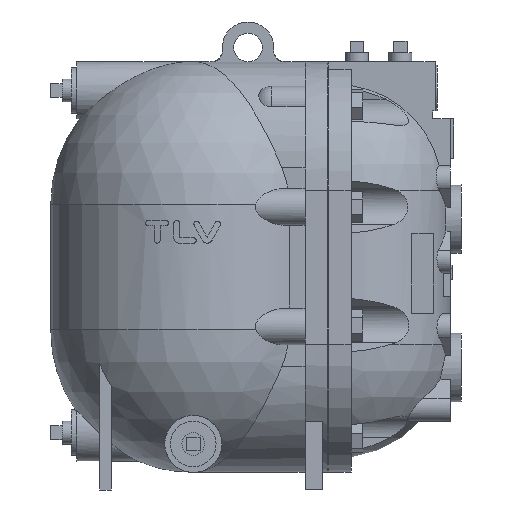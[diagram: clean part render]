
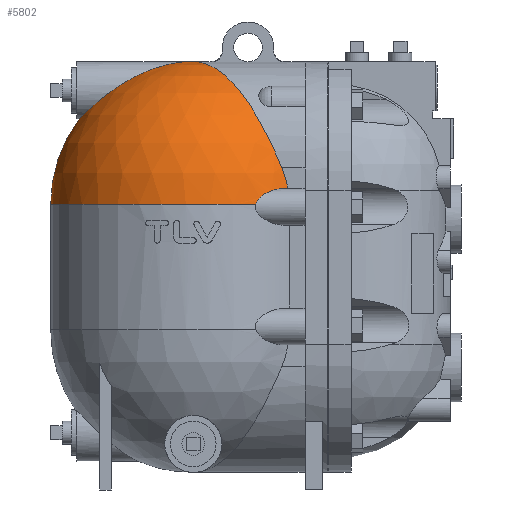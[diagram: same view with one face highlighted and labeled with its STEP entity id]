
A CAD part, front view. The second image highlights one B-rep face of the part: STEP entity #5802.
In plain terms, the highlighted spherical face has radius 125 mm.
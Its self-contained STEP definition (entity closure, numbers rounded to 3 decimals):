
#1755=FACE_OUTER_BOUND('',#2117,.T.);
#2117=EDGE_LOOP('',(#5414,#5415,#5416,#5417,#5418,#5419,#5420));
#2201=B_SPLINE_CURVE_WITH_KNOTS('',3,(#10670,#10671,#10672,#10673,#10674,
#10675,#10676,#10677,#10678,#10679,#10680,#10681,#10682,#10683,#10684,#10685,
#10686,#10687,#10688,#10689,#10690,#10691,#10692,#10693,#10694,#10695,#10696,
#10697,#10698,#10699,#10700,#10701,#10702,#10703,#10704,#10705,#10706,#10707,
#10708,#10709,#10710,#10711),.UNSPECIFIED.,.F.,.F.,(4,2,2,2,2,2,2,2,2,2,
2,2,2,2,2,2,2,2,2,2,4),(0.,0.048,0.097,0.193,
0.325,0.457,0.72,1.241,1.762,
2.804,3.914,5.025,6.136,7.246,
8.008,8.77,10.294,10.751,11.207,
11.664,12.121),.UNSPECIFIED.);
#2205=B_SPLINE_CURVE_WITH_KNOTS('',3,(#10802,#10803,#10804,#10805,#10806,
#10807,#10808,#10809,#10810,#10811,#10812,#10813,#10814,#10815,#10816,#10817,
#10818,#10819,#10820,#10821,#10822,#10823),.UNSPECIFIED.,.F.,.F.,(4,2,2,
2,2,2,2,2,2,2,4),(11.189,11.218,12.891,14.599,
16.306,18.013,19.72,21.513,23.306,
25.099,26.892),.UNSPECIFIED.);
#2208=B_SPLINE_CURVE_WITH_KNOTS('',3,(#10921,#10922,#10923,#10924,#10925,
#10926,#10927,#10928,#10929,#10930,#10931,#10932,#10933,#10934),
 .UNSPECIFIED.,.F.,.F.,(4,2,2,2,2,2,4),(6.074,6.348,
6.826,7.462,8.098,9.37,9.862),
 .UNSPECIFIED.);
#2210=CIRCLE('',#5835,125.);
#2213=CIRCLE('',#5838,125.);
#2413=CIRCLE('',#6366,125.);
#2414=CIRCLE('',#6368,84.076);
#2418=VERTEX_POINT('',#8012);
#2419=VERTEX_POINT('',#8013);
#2423=VERTEX_POINT('',#8055);
#2424=VERTEX_POINT('',#8057);
#2951=VERTEX_POINT('',#10801);
#2968=VERTEX_POINT('',#10918);
#2969=VERTEX_POINT('',#10920);
#2974=EDGE_CURVE('',#2418,#2419,#2210,.T.);
#2979=EDGE_CURVE('',#2424,#2423,#2213,.T.);
#3746=EDGE_CURVE('',#2419,#2424,#2201,.T.);
#3764=EDGE_CURVE('',#2951,#2418,#2205,.T.);
#3791=EDGE_CURVE('',#2969,#2968,#2208,.T.);
#3794=EDGE_CURVE('',#2969,#2423,#2413,.T.);
#3795=EDGE_CURVE('',#2968,#2951,#2414,.T.);
#5414=ORIENTED_EDGE('',*,*,#2974,.T.);
#5415=ORIENTED_EDGE('',*,*,#3746,.T.);
#5416=ORIENTED_EDGE('',*,*,#2979,.T.);
#5417=ORIENTED_EDGE('',*,*,#3794,.F.);
#5418=ORIENTED_EDGE('',*,*,#3791,.T.);
#5419=ORIENTED_EDGE('',*,*,#3795,.T.);
#5420=ORIENTED_EDGE('',*,*,#3764,.T.);
#5494=SPHERICAL_SURFACE('',#6367,125.);
#5802=ADVANCED_FACE('',(#1755),#5494,.T.);
#5835=AXIS2_PLACEMENT_3D('',#8014,#6387,#6388);
#5838=AXIS2_PLACEMENT_3D('',#8058,#6393,#6394);
#6366=AXIS2_PLACEMENT_3D('',#10955,#7964,#7965);
#6367=AXIS2_PLACEMENT_3D('',#10956,#7966,#7967);
#6368=AXIS2_PLACEMENT_3D('',#10957,#7968,#7969);
#6387=DIRECTION('center_axis',(0.,-1.,0.));
#6388=DIRECTION('ref_axis',(-1.,0.,0.));
#6393=DIRECTION('center_axis',(0.,-1.,0.));
#6394=DIRECTION('ref_axis',(-1.,0.,0.));
#7964=DIRECTION('center_axis',(0.,0.,-1.));
#7965=DIRECTION('ref_axis',(-1.,0.,0.));
#7966=DIRECTION('center_axis',(0.,0.,1.));
#7967=DIRECTION('ref_axis',(1.,0.,0.));
#7968=DIRECTION('center_axis',(0.,-1.,0.));
#7969=DIRECTION('ref_axis',(0.,0.,1.));
#8012=CARTESIAN_POINT('',(-118.,0.,247.5));
#8013=CARTESIAN_POINT('',(-123.462,0.,247.381));
#8014=CARTESIAN_POINT('Origin',(-118.,0.,122.5));
#8055=CARTESIAN_POINT('',(-243.,0.,122.5));
#8057=CARTESIAN_POINT('',(-218.089,0.,197.381));
#8058=CARTESIAN_POINT('Origin',(-118.,0.,122.5));
#10670=CARTESIAN_POINT('Ctrl Pts',(-123.462,0.,
247.381));
#10671=CARTESIAN_POINT('Ctrl Pts',(-123.462,-0.161,
247.381));
#10672=CARTESIAN_POINT('Ctrl Pts',(-123.491,-0.32,
247.379));
#10673=CARTESIAN_POINT('Ctrl Pts',(-123.597,-0.628,
247.373));
#10674=CARTESIAN_POINT('Ctrl Pts',(-123.673,-0.777,
247.369));
#10675=CARTESIAN_POINT('Ctrl Pts',(-123.945,-1.205,
247.353));
#10676=CARTESIAN_POINT('Ctrl Pts',(-124.186,-1.464,
247.339));
#10677=CARTESIAN_POINT('Ctrl Pts',(-124.737,-1.988,247.303));
#10678=CARTESIAN_POINT('Ctrl Pts',(-125.095,-2.272,
247.279));
#10679=CARTESIAN_POINT('Ctrl Pts',(-125.849,-2.823,
247.222));
#10680=CARTESIAN_POINT('Ctrl Pts',(-126.246,-3.089,
247.19));
#10681=CARTESIAN_POINT('Ctrl Pts',(-127.455,-3.864,
247.086));
#10682=CARTESIAN_POINT('Ctrl Pts',(-128.285,-4.349,
247.003));
#10683=CARTESIAN_POINT('Ctrl Pts',(-130.548,-5.634,
246.753));
#10684=CARTESIAN_POINT('Ctrl Pts',(-132.145,-6.482,246.542));
#10685=CARTESIAN_POINT('Ctrl Pts',(-135.424,-8.173,246.024));
#10686=CARTESIAN_POINT('Ctrl Pts',(-137.107,-9.013,
245.717));
#10687=CARTESIAN_POINT('Ctrl Pts',(-142.159,-11.471,
244.665));
#10688=CARTESIAN_POINT('Ctrl Pts',(-145.532,-13.024,
243.782));
#10689=CARTESIAN_POINT('Ctrl Pts',(-151.863,-15.788,
241.843));
#10690=CARTESIAN_POINT('Ctrl Pts',(-155.271,-17.187,240.636));
#10691=CARTESIAN_POINT('Ctrl Pts',(-162.18,-19.756,
237.819));
#10692=CARTESIAN_POINT('Ctrl Pts',(-165.681,-20.925,
236.209));
#10693=CARTESIAN_POINT('Ctrl Pts',(-172.606,-22.877,
232.663));
#10694=CARTESIAN_POINT('Ctrl Pts',(-176.032,-23.66,
230.726));
#10695=CARTESIAN_POINT('Ctrl Pts',(-182.659,-24.721,226.656));
#10696=CARTESIAN_POINT('Ctrl Pts',(-185.86,-25.,224.523));
#10697=CARTESIAN_POINT('Ctrl Pts',(-190.951,-25.,220.911));
#10698=CARTESIAN_POINT('Ctrl Pts',(-193.084,-24.869,
219.33));
#10699=CARTESIAN_POINT('Ctrl Pts',(-197.315,-24.245,
216.06));
#10700=CARTESIAN_POINT('Ctrl Pts',(-199.413,-23.752,
214.371));
#10701=CARTESIAN_POINT('Ctrl Pts',(-205.442,-21.635,209.335));
#10702=CARTESIAN_POINT('Ctrl Pts',(-209.108,-19.36,
206.018));
#10703=CARTESIAN_POINT('Ctrl Pts',(-212.847,-15.21,
202.5));
#10704=CARTESIAN_POINT('Ctrl Pts',(-213.683,-14.12,
201.702));
#10705=CARTESIAN_POINT('Ctrl Pts',(-215.188,-11.711,
200.248));
#10706=CARTESIAN_POINT('Ctrl Pts',(-215.859,-10.391,
199.593));
#10707=CARTESIAN_POINT('Ctrl Pts',(-216.954,-7.589,
198.513));
#10708=CARTESIAN_POINT('Ctrl Pts',(-217.381,-6.105,198.088));
#10709=CARTESIAN_POINT('Ctrl Pts',(-217.949,-3.071,
197.522));
#10710=CARTESIAN_POINT('Ctrl Pts',(-218.089,-1.522,
197.381));
#10711=CARTESIAN_POINT('Ctrl Pts',(-218.089,0.,
197.381));
#10801=CARTESIAN_POINT('',(-40.46,-92.5,155.));
#10802=CARTESIAN_POINT('Ctrl Pts',(-40.46,-92.5,
155.));
#10803=CARTESIAN_POINT('Ctrl Pts',(-40.5,-92.5,
155.097));
#10804=CARTESIAN_POINT('Ctrl Pts',(-40.541,-92.5,155.193));
#10805=CARTESIAN_POINT('Ctrl Pts',(-42.861,-92.483,
160.721));
#10806=CARTESIAN_POINT('Ctrl Pts',(-45.191,-91.981,
166.026));
#10807=CARTESIAN_POINT('Ctrl Pts',(-49.849,-90.203,
176.13));
#10808=CARTESIAN_POINT('Ctrl Pts',(-52.363,-88.84,
181.326));
#10809=CARTESIAN_POINT('Ctrl Pts',(-57.616,-85.162,
191.51));
#10810=CARTESIAN_POINT('Ctrl Pts',(-60.355,-82.848,
196.498));
#10811=CARTESIAN_POINT('Ctrl Pts',(-65.947,-77.404,
205.936));
#10812=CARTESIAN_POINT('Ctrl Pts',(-68.804,-74.272,
210.39));
#10813=CARTESIAN_POINT('Ctrl Pts',(-74.508,-67.447,
218.524));
#10814=CARTESIAN_POINT('Ctrl Pts',(-77.356,-63.755,
222.203));
#10815=CARTESIAN_POINT('Ctrl Pts',(-83.027,-55.992,
228.813));
#10816=CARTESIAN_POINT('Ctrl Pts',(-86.084,-51.579,
231.981));
#10817=CARTESIAN_POINT('Ctrl Pts',(-92.365,-42.11,237.542));
#10818=CARTESIAN_POINT('Ctrl Pts',(-95.591,-37.054,
239.936));
#10819=CARTESIAN_POINT('Ctrl Pts',(-102.078,-26.617,
243.762));
#10820=CARTESIAN_POINT('Ctrl Pts',(-105.344,-21.231,
245.195));
#10821=CARTESIAN_POINT('Ctrl Pts',(-111.781,-10.493,
247.064));
#10822=CARTESIAN_POINT('Ctrl Pts',(-114.953,-5.141,
247.5));
#10823=CARTESIAN_POINT('Ctrl Pts',(-118.,0.,247.5));
#10918=CARTESIAN_POINT('',(-34.976,-92.5,135.76));
#10920=CARTESIAN_POINT('',(-63.192,-112.344,122.5));
#10921=CARTESIAN_POINT('Ctrl Pts',(-63.192,-112.344,
122.5));
#10922=CARTESIAN_POINT('Ctrl Pts',(-62.935,-112.218,
123.389));
#10923=CARTESIAN_POINT('Ctrl Pts',(-62.552,-112.02,
124.25));
#10924=CARTESIAN_POINT('Ctrl Pts',(-61.27,-111.328,
126.457));
#10925=CARTESIAN_POINT('Ctrl Pts',(-60.196,-110.721,127.695));
#10926=CARTESIAN_POINT('Ctrl Pts',(-57.717,-109.264,
130.045));
#10927=CARTESIAN_POINT('Ctrl Pts',(-56.134,-108.292,
131.179));
#10928=CARTESIAN_POINT('Ctrl Pts',(-52.801,-106.143,
133.118));
#10929=CARTESIAN_POINT('Ctrl Pts',(-51.05,-104.964,
133.918));
#10930=CARTESIAN_POINT('Ctrl Pts',(-45.726,-101.216,
135.811));
#10931=CARTESIAN_POINT('Ctrl Pts',(-42.092,-98.429,
136.378));
#10932=CARTESIAN_POINT('Ctrl Pts',(-37.551,-94.699,
136.201));
#10933=CARTESIAN_POINT('Ctrl Pts',(-36.254,-93.606,
136.046));
#10934=CARTESIAN_POINT('Ctrl Pts',(-34.976,-92.5,
135.76));
#10955=CARTESIAN_POINT('Origin',(-118.,0.,122.5));
#10956=CARTESIAN_POINT('Origin',(-118.,0.,122.5));
#10957=CARTESIAN_POINT('Origin',(-118.,-92.5,122.5));
